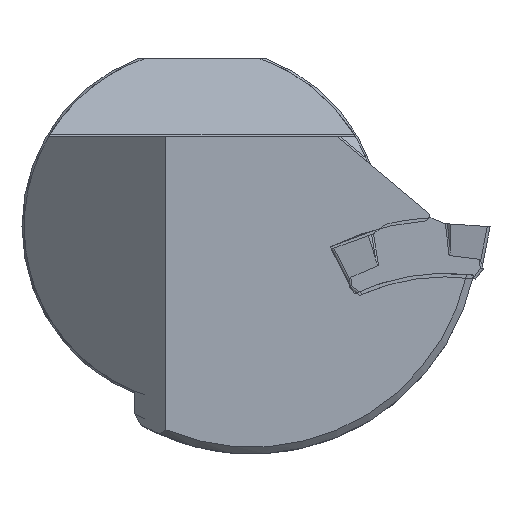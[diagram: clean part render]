
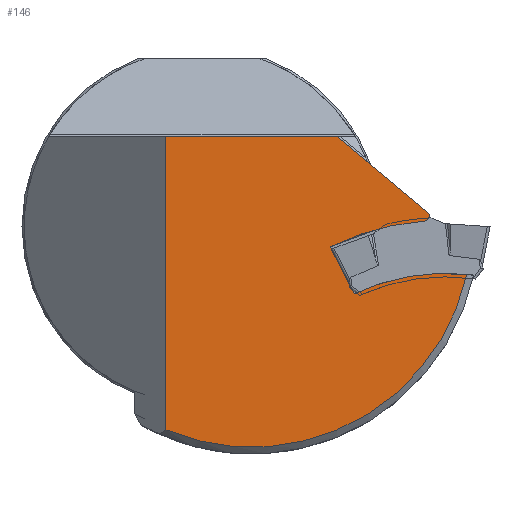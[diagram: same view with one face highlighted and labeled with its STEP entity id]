
A CAD part, left-side view. The second image highlights one B-rep face of the part: STEP entity #146.
In plain terms, the highlighted planar face has unit normal (-1, 0, 0).
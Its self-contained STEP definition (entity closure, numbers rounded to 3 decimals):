
#146=ADVANCED_FACE('',(#248),#213,.T.);
#213=PLANE('',#1303);
#248=FACE_OUTER_BOUND('',#315,.T.);
#315=EDGE_LOOP('',(#605,#606,#607,#608,#609,#610,#611,#612));
#390=LINE('',#1849,#488);
#391=LINE('',#1855,#489);
#392=LINE('',#1857,#490);
#393=LINE('',#1859,#491);
#488=VECTOR('',#1458,1.);
#489=VECTOR('',#1463,1.);
#490=VECTOR('',#1464,1.);
#491=VECTOR('',#1465,1.);
#605=ORIENTED_EDGE('',*,*,#1092,.F.);
#606=ORIENTED_EDGE('',*,*,#1093,.F.);
#607=ORIENTED_EDGE('',*,*,#1094,.F.);
#608=ORIENTED_EDGE('',*,*,#1095,.F.);
#609=ORIENTED_EDGE('',*,*,#1096,.T.);
#610=ORIENTED_EDGE('',*,*,#1097,.T.);
#611=ORIENTED_EDGE('',*,*,#1098,.F.);
#612=ORIENTED_EDGE('',*,*,#1099,.T.);
#969=VERTEX_POINT('',#1847);
#970=VERTEX_POINT('',#1848);
#971=VERTEX_POINT('',#1850);
#972=VERTEX_POINT('',#1852);
#973=VERTEX_POINT('',#1854);
#974=VERTEX_POINT('',#1856);
#975=VERTEX_POINT('',#1858);
#976=VERTEX_POINT('',#1860);
#1092=EDGE_CURVE('',#969,#970,#1260,.T.);
#1093=EDGE_CURVE('',#971,#969,#390,.T.);
#1094=EDGE_CURVE('',#972,#971,#1261,.T.);
#1095=EDGE_CURVE('',#973,#972,#1262,.T.);
#1096=EDGE_CURVE('',#973,#974,#391,.T.);
#1097=EDGE_CURVE('',#974,#975,#392,.T.);
#1098=EDGE_CURVE('',#976,#975,#393,.T.);
#1099=EDGE_CURVE('',#976,#970,#1263,.T.);
#1260=CIRCLE('',#1299,23.65);
#1261=CIRCLE('',#1300,28.85);
#1262=CIRCLE('',#1301,0.6);
#1263=CIRCLE('',#1302,24.5);
#1299=AXIS2_PLACEMENT_3D('',#1846,#1456,#1457);
#1300=AXIS2_PLACEMENT_3D('',#1851,#1459,#1460);
#1301=AXIS2_PLACEMENT_3D('',#1853,#1461,#1462);
#1302=AXIS2_PLACEMENT_3D('',#1861,#1466,#1467);
#1303=AXIS2_PLACEMENT_3D('',#1862,#1468,#1469);
#1456=DIRECTION('',(1.,0.,0.));
#1457=DIRECTION('',(0.,0.,1.));
#1458=DIRECTION('',(0.,-0.454,-0.891));
#1459=DIRECTION('',(-1.,0.,0.));
#1460=DIRECTION('',(0.,0.,1.));
#1461=DIRECTION('',(1.,0.,0.));
#1462=DIRECTION('',(0.,0.,1.));
#1463=DIRECTION('',(0.,0.766,0.643));
#1464=DIRECTION('',(0.,1.,0.));
#1465=DIRECTION('',(0.,0.,1.));
#1466=DIRECTION('',(-1.,0.,0.));
#1467=DIRECTION('',(0.,0.,1.));
#1468=DIRECTION('',(-1.,0.,0.));
#1469=DIRECTION('',(0.,0.,1.));
#1846=CARTESIAN_POINT('',(0.25,-27.063,-28.818));
#1847=CARTESIAN_POINT('',(0.25,-16.911,-7.457));
#1848=CARTESIAN_POINT('',(0.25,-29.423,-5.286));
#1849=CARTESIAN_POINT('',(0.25,-11.439,3.281));
#1850=CARTESIAN_POINT('',(0.25,-14.247,-2.229));
#1851=CARTESIAN_POINT('',(0.25,-26.965,-28.125));
#1852=CARTESIAN_POINT('',(0.25,-24.692,0.636));
#1853=CARTESIAN_POINT('',(0.25,-24.644,1.234));
#1854=CARTESIAN_POINT('',(0.25,-25.182,1.501));
#1855=CARTESIAN_POINT('',(0.25,-14.078,10.818));
#1856=CARTESIAN_POINT('',(0.25,-15.053,10.));
#1857=CARTESIAN_POINT('',(0.25,-5.,10.));
#1858=CARTESIAN_POINT('',(0.25,4.,10.));
#1859=CARTESIAN_POINT('',(0.25,4.,-411.64));
#1860=CARTESIAN_POINT('',(0.25,4.,-22.583));
#1861=CARTESIAN_POINT('',(0.25,-5.5,0.));
#1862=CARTESIAN_POINT('',(0.25,-5.,0.));
